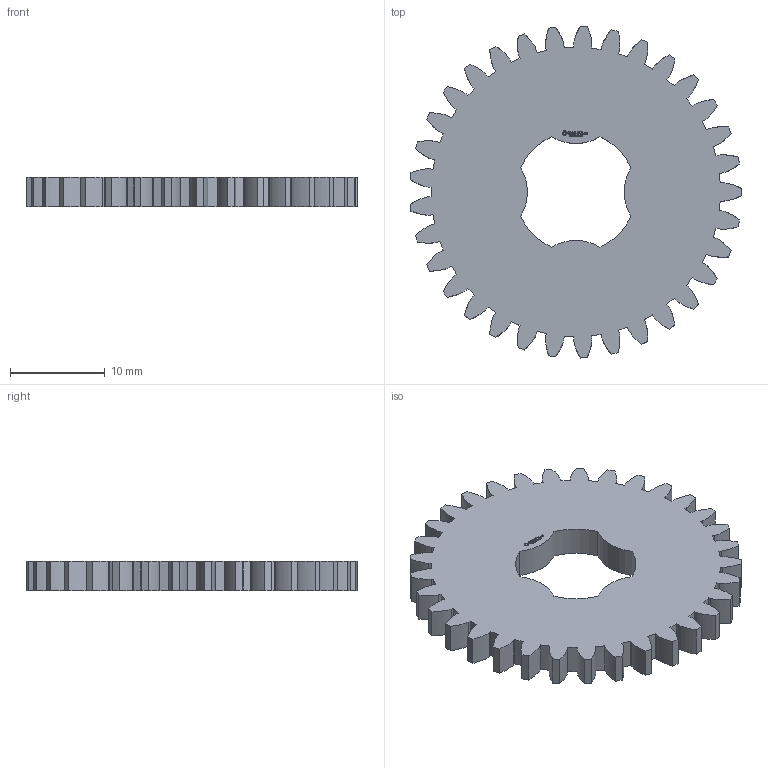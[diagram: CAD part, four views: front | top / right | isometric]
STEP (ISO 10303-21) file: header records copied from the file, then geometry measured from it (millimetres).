
FILE_DESCRIPTION(('FreeCAD Model'),'2;1');
FILE_NAME('Open CASCADE Shape Model','2024-03-09T19:38:12',(''),(''), 'Open CASCADE STEP processor 7.6','FreeCAD','Unknown');
FILE_SCHEMA(('AUTOMOTIVE_DESIGN { 1 0 10303 214 1 1 1 1 }'));
Products named in the file (1): Gear Wheel PLN TTH33 BU00.25 SFT-SHD - SPN-GWH-0109 (stemfie.org)
Bounding box: 34.95 x 34.99 x 3.12 mm (x, y, z)
Volume: 2298.7 mm3; surface area: 2268.6 mm2
Topology: 1 solids, 1 shells, 673 faces, 1920 edges, 1280 vertices
Faces by surface type: extrusion 348, plane 317, cylinder 8
Entity records: 57496 total; most frequent: CARTESIAN_POINT 16824, DIRECTION 5384, VECTOR 4684, LINE 4336, ORIENTED_EDGE 3840, PCURVE 3840, DEFINITIONAL_REPRESENTATION 3840, EDGE_CURVE 1920
